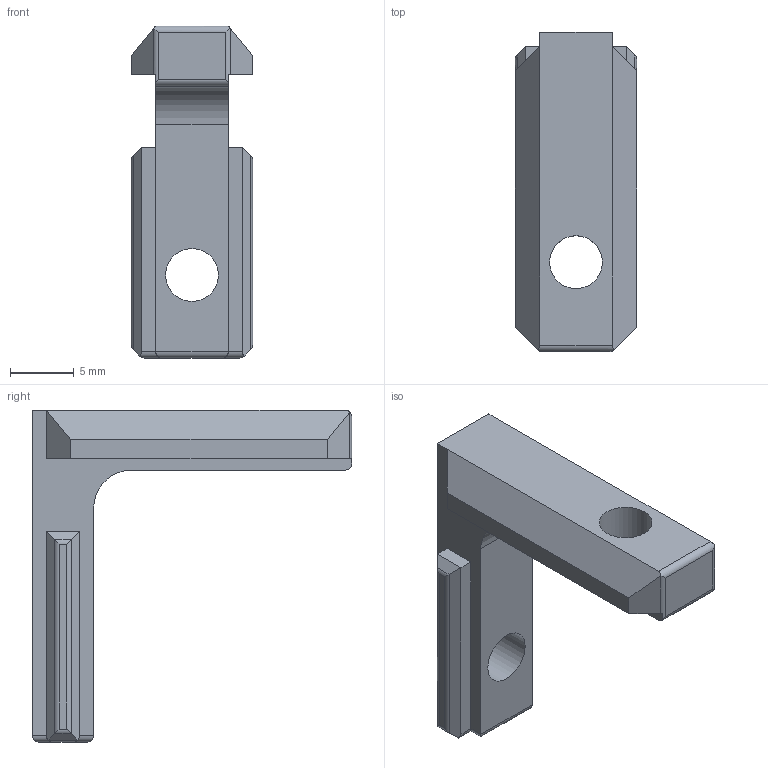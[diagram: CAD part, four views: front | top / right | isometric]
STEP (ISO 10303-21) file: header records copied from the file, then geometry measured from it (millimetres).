
FILE_DESCRIPTION(/* description */ ('','CAx-IF Rec.Pracs.---Representation and Presentation of Product Manufacturing Information (PMI)---3.8---2014-02-18'),/* implementation_level */ '2;1');
FILE_NAME(/* name */ 'Corner Slot Connector_for 20x20 Aluminum Extrusion Profile.stp',/* time_stamp */ '2016-12-28T18:29:39+01:00',/* author */ ('sergo'),/* organization */ (''),/* preprocessor_version */ 'ST-DEVELOPER v16.5',/* originating_system */ 'Autodesk Inventor 2017',/* authorisation */ '');
FILE_SCHEMA (('AP242_MANAGED_MODEL_BASED_3D_ENGINEERING_MIM_LF { 1 0 10303 442 1 1 4 }'));
Length unit declared in the file: millimetre
Products named in the file (1): Corner Slot Connector_for 20x20 Aluminum Extrusion Profile
Bounding box: 9.5 x 25 x 26 mm (x, y, z)
Volume: 1498.1 mm3; surface area: 1307.5 mm2
Topology: 1 solids, 1 shells, 61 faces, 153 edges, 94 vertices
Faces by surface type: plane 34, cylinder 27
Full cylindrical faces by diameter (mm): 4.134 x2
Entity records: 1807 total; most frequent: DIRECTION 315, CARTESIAN_POINT 303, ORIENTED_EDGE 298, EDGE_CURVE 149, LINE 107, VECTOR 107, AXIS2_PLACEMENT_3D 104, VERTEX_POINT 92
